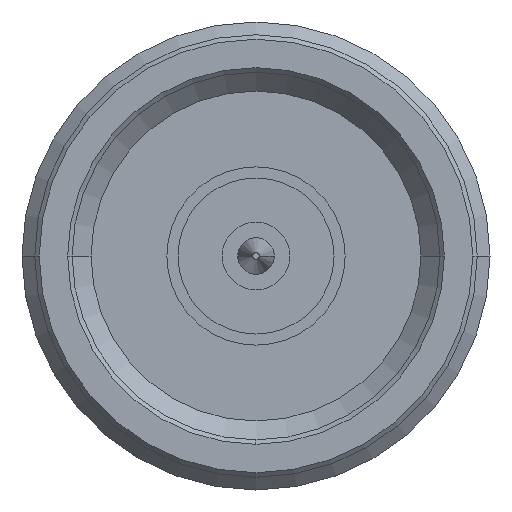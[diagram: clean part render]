
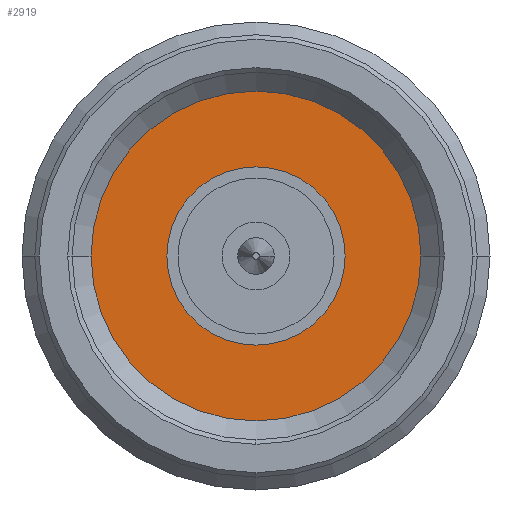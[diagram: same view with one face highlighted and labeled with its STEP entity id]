
A CAD part, left-side view. The second image highlights one B-rep face of the part: STEP entity #2919.
In plain terms, the highlighted planar face has unit normal (-1, 0, 0).
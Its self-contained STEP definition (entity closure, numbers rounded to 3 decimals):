
#7 = CIRCLE ( 'NONE', #2094, 4. ) ;
#107 = AXIS2_PLACEMENT_3D ( 'NONE', #1873, #1419, #553 ) ;
#169 = DIRECTION ( 'NONE',  ( 0., 1., 0. ) ) ;
#195 = CIRCLE ( 'NONE', #1891, 4. ) ;
#200 = EDGE_LOOP ( 'NONE', ( #2909, #2649 ) ) ;
#240 = CARTESIAN_POINT ( 'NONE',  ( 11.2, 4., 0. ) ) ;
#370 = DIRECTION ( 'NONE',  ( -1., 0., 0. ) ) ;
#376 = CARTESIAN_POINT ( 'NONE',  ( 11.2, 0., 0. ) ) ;
#442 = CARTESIAN_POINT ( 'NONE',  ( 11.2, 0., 0. ) ) ;
#469 = EDGE_LOOP ( 'NONE', ( #2644, #1567 ) ) ;
#535 = VERTEX_POINT ( 'NONE', #1136 ) ;
#553 = DIRECTION ( 'NONE',  ( 0., 1., 0. ) ) ;
#696 = AXIS2_PLACEMENT_3D ( 'NONE', #2425, #370, #1281 ) ;
#711 = CARTESIAN_POINT ( 'NONE',  ( 11.2, -4., 0. ) ) ;
#796 = FACE_BOUND ( 'NONE', #469, .T. ) ;
#869 = EDGE_CURVE ( 'NONE', #1602, #2306, #7, .T. ) ;
#978 = CIRCLE ( 'NONE', #2050, 8.85 ) ;
#1056 = EDGE_CURVE ( 'NONE', #535, #2164, #1313, .T. ) ;
#1136 = CARTESIAN_POINT ( 'NONE',  ( 11.2, 8.85, 0. ) ) ;
#1238 = FACE_OUTER_BOUND ( 'NONE', #200, .T. ) ;
#1281 = DIRECTION ( 'NONE',  ( 0., 0., 1. ) ) ;
#1313 = CIRCLE ( 'NONE', #107, 8.85 ) ;
#1341 = CARTESIAN_POINT ( 'NONE',  ( 11.2, 0., 0. ) ) ;
#1419 = DIRECTION ( 'NONE',  ( -1., 0., 0. ) ) ;
#1567 = ORIENTED_EDGE ( 'NONE', *, *, #1977, .F. ) ;
#1602 = VERTEX_POINT ( 'NONE', #711 ) ;
#1763 = CARTESIAN_POINT ( 'NONE',  ( 11.2, -8.85, 0. ) ) ;
#1873 = CARTESIAN_POINT ( 'NONE',  ( 11.2, 0., 0. ) ) ;
#1891 = AXIS2_PLACEMENT_3D ( 'NONE', #442, #2747, #2299 ) ;
#1977 = EDGE_CURVE ( 'NONE', #2306, #1602, #195, .T. ) ;
#2050 = AXIS2_PLACEMENT_3D ( 'NONE', #376, #2202, #169 ) ;
#2094 = AXIS2_PLACEMENT_3D ( 'NONE', #1341, #2270, #2336 ) ;
#2164 = VERTEX_POINT ( 'NONE', #1763 ) ;
#2202 = DIRECTION ( 'NONE',  ( 1., 0., 0. ) ) ;
#2270 = DIRECTION ( 'NONE',  ( -1., 0., 0. ) ) ;
#2299 = DIRECTION ( 'NONE',  ( 0., 1., 0. ) ) ;
#2306 = VERTEX_POINT ( 'NONE', #240 ) ;
#2336 = DIRECTION ( 'NONE',  ( 0., -1., 0. ) ) ;
#2425 = CARTESIAN_POINT ( 'NONE',  ( 11.2, 0., 0. ) ) ;
#2454 = PLANE ( 'NONE',  #696 ) ;
#2553 = EDGE_CURVE ( 'NONE', #535, #2164, #978, .T. ) ;
#2644 = ORIENTED_EDGE ( 'NONE', *, *, #869, .F. ) ;
#2649 = ORIENTED_EDGE ( 'NONE', *, *, #2553, .F. ) ;
#2747 = DIRECTION ( 'NONE',  ( -1., 0., 0. ) ) ;
#2909 = ORIENTED_EDGE ( 'NONE', *, *, #1056, .T. ) ;
#2919 = ADVANCED_FACE ( 'NONE', ( #796, #1238 ), #2454, .T. ) ;
